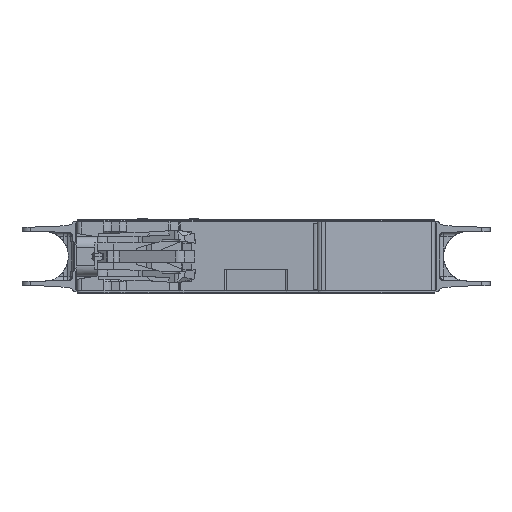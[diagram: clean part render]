
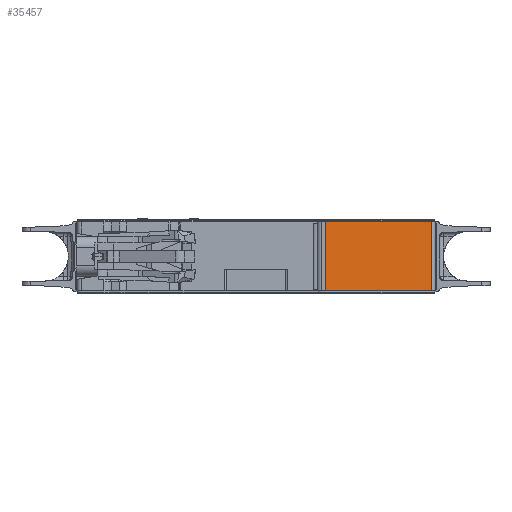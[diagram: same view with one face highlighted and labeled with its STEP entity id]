
A CAD part, front view. The second image highlights one B-rep face of the part: STEP entity #35457.
In plain terms, the highlighted planar face has unit normal (0.113, -0.994, 0).
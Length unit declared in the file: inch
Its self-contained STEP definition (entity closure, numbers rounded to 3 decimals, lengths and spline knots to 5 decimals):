
#2652 = LINE ( 'NONE', #153276, #12069 ) ;
#6832 = LINE ( 'NONE', #43551, #20108 ) ;
#11669 = DIRECTION ( 'NONE',  ( 0., 0., -1. ) ) ;
#12069 = VECTOR ( 'NONE', #20072, 39.37008 ) ;
#17164 = ORIENTED_EDGE ( 'NONE', *, *, #122163, .T. ) ;
#20072 = DIRECTION ( 'NONE',  ( 0., 0., 1. ) ) ;
#20108 = VECTOR ( 'NONE', #104124, 39.37008 ) ;
#22900 = DIRECTION ( 'NONE',  ( 0.994, 0.113, 0. ) ) ;
#24571 = EDGE_CURVE ( 'NONE', #130687, #95742, #46656, .T. ) ;
#30729 = ORIENTED_EDGE ( 'NONE', *, *, #74981, .F. ) ;
#35457 = ADVANCED_FACE ( 'NONE', ( #101972 ), #49553, .T. ) ;
#38431 = DIRECTION ( 'NONE',  ( 0.113, -0.994, 0. ) ) ;
#41006 = CARTESIAN_POINT ( 'NONE',  ( 1.63832, -2.37948, -0.32283 ) ) ;
#42954 = VERTEX_POINT ( 'NONE', #41006 ) ;
#43551 = CARTESIAN_POINT ( 'NONE',  ( 0.64961, -2.49213, 0.32283 ) ) ;
#45910 = CARTESIAN_POINT ( 'NONE',  ( 0.64961, -2.49213, 0.32283 ) ) ;
#46656 = LINE ( 'NONE', #73131, #84527 ) ;
#49187 = VECTOR ( 'NONE', #22900, 39.37008 ) ;
#49553 = PLANE ( 'NONE',  #130261 ) ;
#72972 = DIRECTION ( 'NONE',  ( 0.994, 0.113, 0. ) ) ;
#73131 = CARTESIAN_POINT ( 'NONE',  ( 0.64961, -2.49213, 0. ) ) ;
#74536 = CARTESIAN_POINT ( 'NONE',  ( 1.41732, -2.40466, 0. ) ) ;
#74981 = EDGE_CURVE ( 'NONE', #130687, #82008, #6832, .T. ) ;
#81237 = CARTESIAN_POINT ( 'NONE',  ( 0.64961, -2.49213, -0.32283 ) ) ;
#82008 = VERTEX_POINT ( 'NONE', #96455 ) ;
#82139 = ORIENTED_EDGE ( 'NONE', *, *, #144053, .T. ) ;
#83593 = EDGE_LOOP ( 'NONE', ( #30729, #86738, #17164, #82139 ) ) ;
#84527 = VECTOR ( 'NONE', #11669, 39.37008 ) ;
#86738 = ORIENTED_EDGE ( 'NONE', *, *, #24571, .T. ) ;
#95742 = VERTEX_POINT ( 'NONE', #81237 ) ;
#96455 = CARTESIAN_POINT ( 'NONE',  ( 1.63832, -2.37948, 0.32283 ) ) ;
#101972 = FACE_OUTER_BOUND ( 'NONE', #83593, .T. ) ;
#104124 = DIRECTION ( 'NONE',  ( 0.994, 0.113, 0. ) ) ;
#122163 = EDGE_CURVE ( 'NONE', #95742, #42954, #144108, .T. ) ;
#130261 = AXIS2_PLACEMENT_3D ( 'NONE', #74536, #38431, #72972 ) ;
#130687 = VERTEX_POINT ( 'NONE', #45910 ) ;
#144053 = EDGE_CURVE ( 'NONE', #42954, #82008, #2652, .T. ) ;
#144108 = LINE ( 'NONE', #144328, #49187 ) ;
#144328 = CARTESIAN_POINT ( 'NONE',  ( 1.41732, -2.40466, -0.32283 ) ) ;
#153276 = CARTESIAN_POINT ( 'NONE',  ( 1.63832, -2.37948, 0. ) ) ;
